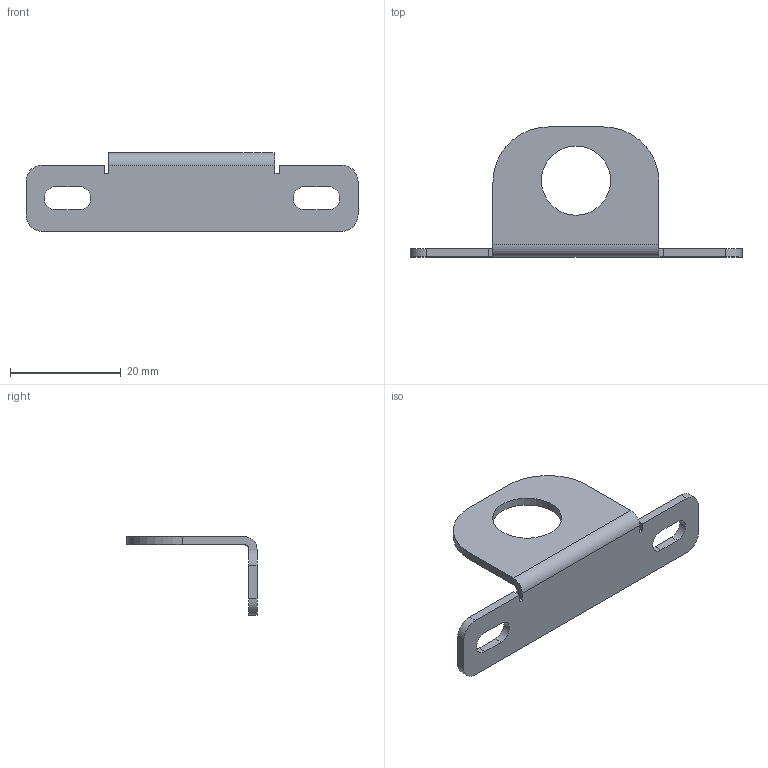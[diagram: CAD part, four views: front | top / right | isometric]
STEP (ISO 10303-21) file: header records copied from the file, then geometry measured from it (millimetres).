
FILE_DESCRIPTION(/* description */ ('Alibre Inc.'),/* implementation_level */ '2;1');
FILE_NAME(/* name */ 'export-7BBFE85C-4B95-4C61-A4F6-71571FBB08C6',/* time_stamp */ '2021-05-19T14:28:35+02:00',/* author */ (''),/* organization */ (''),/* preprocessor_version */ 'ST-DEVELOPER v17',/* originating_system */ 'Alibre',/* authorisation */ '');
FILE_SCHEMA (('AUTOMOTIVE_DESIGN'));
Length unit declared in the file: millimetre
Bounding box: 60 x 23.5 x 14.25 mm (x, y, z)
Volume: 1784.4 mm3; surface area: 2778.1 mm2
Topology: 1 solids, 1 shells, 33 faces, 93 edges, 62 vertices
Faces by surface type: plane 20, cylinder 13
Full cylindrical faces by diameter (mm): 12.5 x1
Entity records: 1055 total; most frequent: ORIENTED_EDGE 184, CARTESIAN_POINT 182, DIRECTION 159, EDGE_CURVE 92, VECTOR 62, LINE 62, VERTEX_POINT 62, AXIS2_PLACEMENT_3D 58
